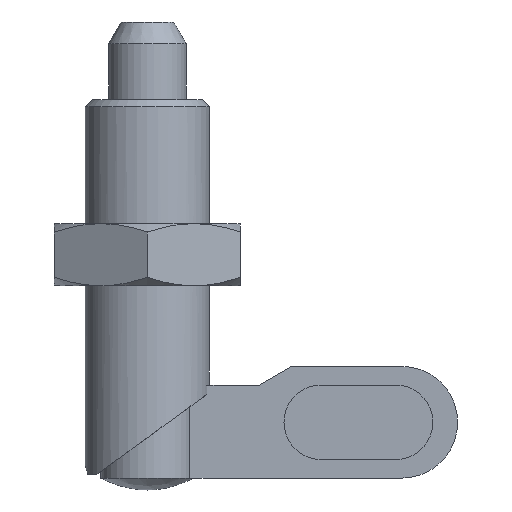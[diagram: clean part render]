
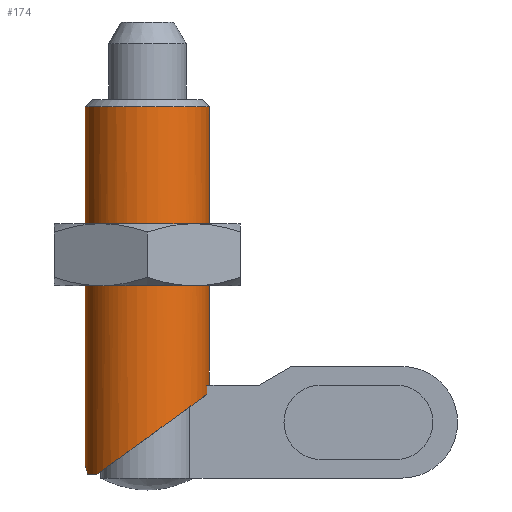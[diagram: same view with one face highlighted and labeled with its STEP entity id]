
A CAD part, front view. The second image highlights one B-rep face of the part: STEP entity #174.
In plain terms, the highlighted cylindrical face has radius 8 mm (diameter 16 mm), a partial arc.
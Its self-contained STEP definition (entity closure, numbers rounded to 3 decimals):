
#174 = ADVANCED_FACE( '', ( #251 ), #252, .T. );
#251 = FACE_OUTER_BOUND( '', #406, .T. );
#252 = CYLINDRICAL_SURFACE( '', #407, 8. );
#406 = EDGE_LOOP( '', ( #576, #577, #578, #579, #580, #581, #582 ) );
#407 = AXIS2_PLACEMENT_3D( '', #583, #584, #585 );
#576 = ORIENTED_EDGE( '', *, *, #1114, .F. );
#577 = ORIENTED_EDGE( '', *, *, #1105, .T. );
#578 = ORIENTED_EDGE( '', *, *, #1115, .F. );
#579 = ORIENTED_EDGE( '', *, *, #1116, .T. );
#580 = ORIENTED_EDGE( '', *, *, #1117, .F. );
#581 = ORIENTED_EDGE( '', *, *, #1118, .T. );
#582 = ORIENTED_EDGE( '', *, *, #1119, .T. );
#583 = CARTESIAN_POINT( '', ( 0., 0., -24.61 ) );
#584 = DIRECTION( '', ( 0., 0., 1. ) );
#585 = DIRECTION( '', ( 1., 0., 0. ) );
#1105 = EDGE_CURVE( '', #1267, #1271, #1273, .T. );
#1114 = EDGE_CURVE( '', #1267, #1290, #1291, .T. );
#1115 = EDGE_CURVE( '', #1292, #1271, #1293, .T. );
#1116 = EDGE_CURVE( '', #1292, #1294, #1295, .T. );
#1117 = EDGE_CURVE( '', #1296, #1294, #1297, .T. );
#1118 = EDGE_CURVE( '', #1296, #1298, #1299, .T. );
#1119 = EDGE_CURVE( '', #1298, #1290, #1300, .T. );
#1267 = VERTEX_POINT( '', #1533 );
#1271 = VERTEX_POINT( '', #1538 );
#1273 = CIRCLE( '', #1541, 8. );
#1290 = VERTEX_POINT( '', #1562 );
#1291 = LINE( '', #1563, #1564 );
#1292 = VERTEX_POINT( '', #1565 );
#1293 = LINE( '', #1566, #1567 );
#1294 = VERTEX_POINT( '', #1568 );
#1295 = B_SPLINE_CURVE_WITH_KNOTS( '', 3, ( #1569, #1570, #1571, #1572, #1573, #1574, #1575, #1576, #1577, #1578, #1579, #1580, #1581, #1582, #1583, #1584, #1585, #1586, #1587, #1588, #1589, #1590 ), .UNSPECIFIED., .F., .F., ( 4, 2, 2, 2, 2, 2, 2, 2, 2, 2, 4 ), ( 2.117, 2.285, 2.856, 3.427, 3.998, 4.569, 5.14, 5.711, 6.282, 6.853, 7.021 ), .UNSPECIFIED. );
#1296 = VERTEX_POINT( '', #1591 );
#1297 = CIRCLE( '', #1592, 8. );
#1298 = VERTEX_POINT( '', #1593 );
#1299 = ELLIPSE( '', #1594, 9.889, 8. );
#1300 = B_SPLINE_CURVE_WITH_KNOTS( '', 3, ( #1595, #1596, #1597, #1598, #1599, #1600, #1601, #1602, #1603, #1604, #1605, #1606, #1607, #1608, #1609, #1610, #1611, #1612, #1613, #1614, #1615, #1616 ), .UNSPECIFIED., .F., .F., ( 4, 2, 2, 2, 2, 2, 2, 2, 2, 2, 4 ), ( 1.813, 2.285, 2.856, 3.427, 3.998, 4.569, 5.14, 5.711, 6.282, 6.853, 7.325 ), .UNSPECIFIED. );
#1533 = CARTESIAN_POINT( '', ( 8., 0., -0.92 ) );
#1538 = CARTESIAN_POINT( '', ( -8., 0., -0.92 ) );
#1541 = AXIS2_PLACEMENT_3D( '', #2266, #2267, #2268 );
#1562 = CARTESIAN_POINT( '', ( 8., 0., -36.8 ) );
#1563 = CARTESIAN_POINT( '', ( 8., 0., -24.61 ) );
#1564 = VECTOR( '', #2285, 1. );
#1565 = CARTESIAN_POINT( '', ( -8., 0., -47.3 ) );
#1566 = CARTESIAN_POINT( '', ( -8., 0., -24.61 ) );
#1567 = VECTOR( '', #2286, 1. );
#1568 = CARTESIAN_POINT( '', ( -7.681, -2.236, -48.3 ) );
#1569 = CARTESIAN_POINT( '', ( -7.681, 2.236, -48.3 ) );
#1570 = CARTESIAN_POINT( '', ( -7.692, 2.199, -48.258 ) );
#1571 = CARTESIAN_POINT( '', ( -7.703, 2.16, -48.218 ) );
#1572 = CARTESIAN_POINT( '', ( -7.75, 1.989, -48.047 ) );
#1573 = CARTESIAN_POINT( '', ( -7.787, 1.84, -47.922 ) );
#1574 = CARTESIAN_POINT( '', ( -7.857, 1.514, -47.703 ) );
#1575 = CARTESIAN_POINT( '', ( -7.89, 1.338, -47.607 ) );
#1576 = CARTESIAN_POINT( '', ( -7.943, 0.969, -47.454 ) );
#1577 = CARTESIAN_POINT( '', ( -7.965, 0.776, -47.395 ) );
#1578 = CARTESIAN_POINT( '', ( -7.993, 0.387, -47.318 ) );
#1579 = CARTESIAN_POINT( '', ( -8., 0.19, -47.3 ) );
#1580 = CARTESIAN_POINT( '', ( -8., -0.19, -47.3 ) );
#1581 = CARTESIAN_POINT( '', ( -7.993, -0.387, -47.318 ) );
#1582 = CARTESIAN_POINT( '', ( -7.965, -0.776, -47.395 ) );
#1583 = CARTESIAN_POINT( '', ( -7.943, -0.969, -47.454 ) );
#1584 = CARTESIAN_POINT( '', ( -7.89, -1.338, -47.607 ) );
#1585 = CARTESIAN_POINT( '', ( -7.857, -1.514, -47.703 ) );
#1586 = CARTESIAN_POINT( '', ( -7.787, -1.84, -47.922 ) );
#1587 = CARTESIAN_POINT( '', ( -7.75, -1.989, -48.047 ) );
#1588 = CARTESIAN_POINT( '', ( -7.703, -2.16, -48.218 ) );
#1589 = CARTESIAN_POINT( '', ( -7.692, -2.199, -48.258 ) );
#1590 = CARTESIAN_POINT( '', ( -7.681, -2.236, -48.3 ) );
#1591 = CARTESIAN_POINT( '', ( -6.5, -4.664, -48.3 ) );
#1592 = AXIS2_PLACEMENT_3D( '', #2287, #2288, #2289 );
#1593 = CARTESIAN_POINT( '', ( 7.622, -2.429, -38.04 ) );
#1594 = AXIS2_PLACEMENT_3D( '', #2290, #2291, #2292 );
#1595 = CARTESIAN_POINT( '', ( 7.622, -2.429, -38.04 ) );
#1596 = CARTESIAN_POINT( '', ( 7.652, -2.334, -37.909 ) );
#1597 = CARTESIAN_POINT( '', ( 7.684, -2.231, -37.788 ) );
#1598 = CARTESIAN_POINT( '', ( 7.75, -1.989, -37.547 ) );
#1599 = CARTESIAN_POINT( '', ( 7.787, -1.84, -37.422 ) );
#1600 = CARTESIAN_POINT( '', ( 7.857, -1.514, -37.203 ) );
#1601 = CARTESIAN_POINT( '', ( 7.89, -1.338, -37.107 ) );
#1602 = CARTESIAN_POINT( '', ( 7.943, -0.969, -36.954 ) );
#1603 = CARTESIAN_POINT( '', ( 7.965, -0.776, -36.895 ) );
#1604 = CARTESIAN_POINT( '', ( 7.993, -0.387, -36.818 ) );
#1605 = CARTESIAN_POINT( '', ( 8., -0.19, -36.8 ) );
#1606 = CARTESIAN_POINT( '', ( 8., 0.19, -36.8 ) );
#1607 = CARTESIAN_POINT( '', ( 7.993, 0.387, -36.818 ) );
#1608 = CARTESIAN_POINT( '', ( 7.965, 0.776, -36.895 ) );
#1609 = CARTESIAN_POINT( '', ( 7.943, 0.969, -36.954 ) );
#1610 = CARTESIAN_POINT( '', ( 7.89, 1.338, -37.107 ) );
#1611 = CARTESIAN_POINT( '', ( 7.857, 1.514, -37.203 ) );
#1612 = CARTESIAN_POINT( '', ( 7.787, 1.84, -37.422 ) );
#1613 = CARTESIAN_POINT( '', ( 7.75, 1.989, -37.547 ) );
#1614 = CARTESIAN_POINT( '', ( 7.684, 2.231, -37.788 ) );
#1615 = CARTESIAN_POINT( '', ( 7.652, 2.334, -37.909 ) );
#1616 = CARTESIAN_POINT( '', ( 7.622, 2.429, -38.04 ) );
#2266 = CARTESIAN_POINT( '', ( 0., 0., -0.92 ) );
#2267 = DIRECTION( '', ( 0., 0., -1. ) );
#2268 = DIRECTION( '', ( 1., 0., 0. ) );
#2285 = DIRECTION( '', ( 0., 0., -1. ) );
#2286 = DIRECTION( '', ( 0., 0., 1. ) );
#2287 = CARTESIAN_POINT( '', ( 0., 0., -48.3 ) );
#2288 = DIRECTION( '', ( 0., 0., -1. ) );
#2289 = DIRECTION( '', ( 1., 0., 0. ) );
#2290 = CARTESIAN_POINT( '', ( 0., 0., -43.577 ) );
#2291 = DIRECTION( '', ( -0.588, 0., 0.809 ) );
#2292 = DIRECTION( '', ( 0.809, 0., 0.588 ) );
